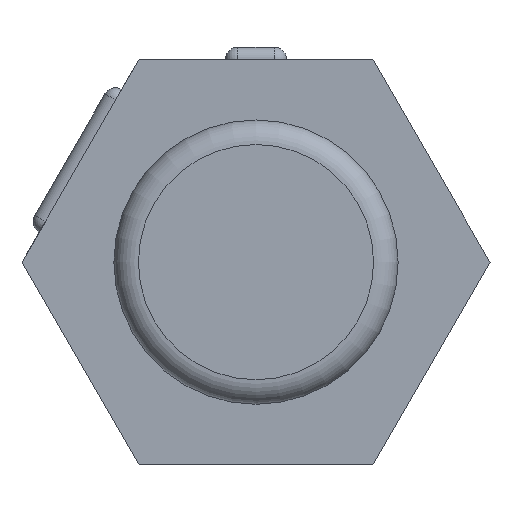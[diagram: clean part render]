
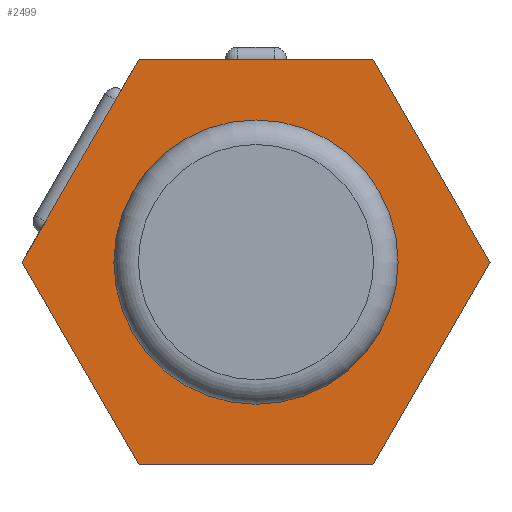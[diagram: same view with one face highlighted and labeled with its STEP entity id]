
A CAD part, front view. The second image highlights one B-rep face of the part: STEP entity #2499.
In plain terms, the highlighted planar face has unit normal (0, -1, 0).
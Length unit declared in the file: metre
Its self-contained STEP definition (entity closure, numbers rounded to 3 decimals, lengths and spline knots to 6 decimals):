
#280=CIRCLE('',#2875,0.011575);
#924=ORIENTED_EDGE('',*,*,#1300,.T.);
#925=ORIENTED_EDGE('',*,*,#1294,.F.);
#926=ORIENTED_EDGE('',*,*,#1299,.F.);
#927=ORIENTED_EDGE('',*,*,#1291,.F.);
#928=ORIENTED_EDGE('',*,*,#1289,.F.);
#929=ORIENTED_EDGE('',*,*,#1298,.F.);
#930=ORIENTED_EDGE('',*,*,#1296,.F.);
#1289=EDGE_CURVE('',#1526,#1527,#1703,.T.);
#1291=EDGE_CURVE('',#1527,#1528,#1705,.T.);
#1294=EDGE_CURVE('',#1529,#1530,#1708,.T.);
#1296=EDGE_CURVE('',#1530,#1531,#1710,.T.);
#1298=EDGE_CURVE('',#1531,#1526,#1712,.T.);
#1299=EDGE_CURVE('',#1528,#1529,#1713,.T.);
#1300=EDGE_CURVE('',#1532,#1532,#280,.T.);
#1526=VERTEX_POINT('',#13980);
#1527=VERTEX_POINT('',#13982);
#1528=VERTEX_POINT('',#13986);
#1529=VERTEX_POINT('',#13990);
#1530=VERTEX_POINT('',#13992);
#1531=VERTEX_POINT('',#13996);
#1532=VERTEX_POINT('',#14004);
#1703=LINE('',#13981,#1873);
#1705=LINE('',#13985,#1875);
#1708=LINE('',#13991,#1878);
#1710=LINE('',#13995,#1880);
#1712=LINE('',#13999,#1882);
#1713=LINE('',#14001,#1883);
#1873=VECTOR('',#3554,1.);
#1875=VECTOR('',#3558,1.);
#1878=VECTOR('',#3563,1.);
#1880=VECTOR('',#3567,1.);
#1882=VECTOR('',#3571,1.);
#1883=VECTOR('',#3574,1.);
#2060=EDGE_LOOP('',(#924));
#2061=EDGE_LOOP('',(#925,#926,#927,#928,#929,#930));
#2254=FACE_BOUND('',#2060,.T.);
#2255=FACE_BOUND('',#2061,.T.);
#2346=PLANE('',#2874);
#2499=ADVANCED_FACE('',(#2254,#2255),#2346,.F.);
#2874=AXIS2_PLACEMENT_3D('',#14002,#3575,#3576);
#2875=AXIS2_PLACEMENT_3D('',#14003,#3577,#3578);
#3554=DIRECTION('',(0.5,0.,0.866));
#3558=DIRECTION('',(1.,0.,0.));
#3563=DIRECTION('',(-0.5,0.,-0.866));
#3567=DIRECTION('',(-1.,0.,0.));
#3571=DIRECTION('',(-0.5,0.,0.866));
#3574=DIRECTION('',(0.5,0.,-0.866));
#3575=DIRECTION('',(0.,1.,0.));
#3576=DIRECTION('',(1.,0.,0.));
#3577=DIRECTION('',(0.,1.,0.));
#3578=DIRECTION('',(0.,0.,1.));
#13980=CARTESIAN_POINT('',(-0.019053,0.01,0.));
#13981=CARTESIAN_POINT('',(-0.014289,0.01,0.00825));
#13982=CARTESIAN_POINT('',(-0.009526,0.01,0.0165));
#13985=CARTESIAN_POINT('',(0.,0.01,0.0165));
#13986=CARTESIAN_POINT('',(0.009526,0.01,0.0165));
#13990=CARTESIAN_POINT('',(0.019053,0.01,0.));
#13991=CARTESIAN_POINT('',(0.014289,0.01,-0.00825));
#13992=CARTESIAN_POINT('',(0.009526,0.01,-0.0165));
#13995=CARTESIAN_POINT('',(0.,0.01,-0.0165));
#13996=CARTESIAN_POINT('',(-0.009526,0.01,-0.0165));
#13999=CARTESIAN_POINT('',(-0.014289,0.01,-0.00825));
#14001=CARTESIAN_POINT('',(0.014289,0.01,0.00825));
#14002=CARTESIAN_POINT('',(0.,0.01,0.));
#14003=CARTESIAN_POINT('',(0.,0.01,0.));
#14004=CARTESIAN_POINT('',(0.,0.01,0.011575));
